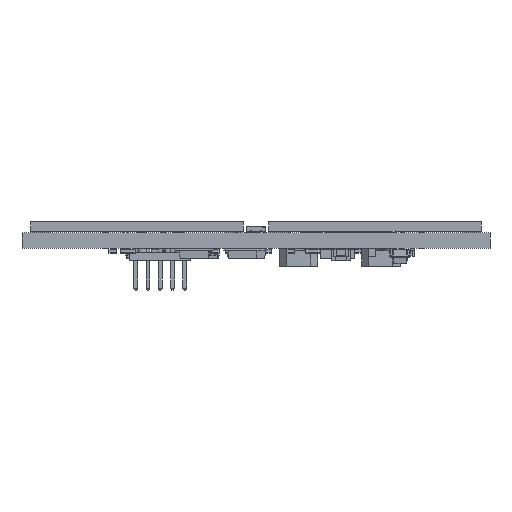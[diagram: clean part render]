
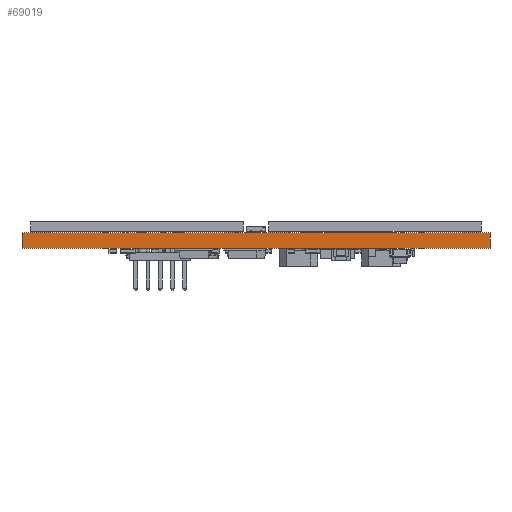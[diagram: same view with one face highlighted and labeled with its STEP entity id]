
A CAD part, front view. The second image highlights one B-rep face of the part: STEP entity #69019.
In plain terms, the highlighted planar face has unit normal (0, -1, 0).
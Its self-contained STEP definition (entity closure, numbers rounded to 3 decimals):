
#69019 = ADVANCED_FACE('',(#69020),#69034,.T.);
#69020 = FACE_BOUND('',#69021,.T.);
#69021 = EDGE_LOOP('',(#69022,#69057,#69085,#69113));
#69022 = ORIENTED_EDGE('',*,*,#69023,.T.);
#69023 = EDGE_CURVE('',#69024,#69026,#69028,.T.);
#69024 = VERTEX_POINT('',#69025);
#69025 = CARTESIAN_POINT('',(130.9,-90.7,0.));
#69026 = VERTEX_POINT('',#69027);
#69027 = CARTESIAN_POINT('',(130.9,-90.7,1.6));
#69028 = SURFACE_CURVE('',#69029,(#69033,#69045),.PCURVE_S1.);
#69029 = LINE('',#69030,#69031);
#69030 = CARTESIAN_POINT('',(130.9,-90.7,0.));
#69031 = VECTOR('',#69032,1.);
#69032 = DIRECTION('',(0.,0.,1.));
#69033 = PCURVE('',#69034,#69039);
#69034 = PLANE('',#69035);
#69035 = AXIS2_PLACEMENT_3D('',#69036,#69037,#69038);
#69036 = CARTESIAN_POINT('',(130.9,-90.7,0.));
#69037 = DIRECTION('',(0.,-1.,0.));
#69038 = DIRECTION('',(-1.,0.,0.));
#69039 = DEFINITIONAL_REPRESENTATION('',(#69040),#69044);
#69040 = LINE('',#69041,#69042);
#69041 = CARTESIAN_POINT('',(0.,-0.));
#69042 = VECTOR('',#69043,1.);
#69043 = DIRECTION('',(0.,-1.));
#69044 = ( GEOMETRIC_REPRESENTATION_CONTEXT(2) 
PARAMETRIC_REPRESENTATION_CONTEXT() REPRESENTATION_CONTEXT('2D SPACE',''
  ) );
#69045 = PCURVE('',#69046,#69051);
#69046 = PLANE('',#69047);
#69047 = AXIS2_PLACEMENT_3D('',#69048,#69049,#69050);
#69048 = CARTESIAN_POINT('',(130.9,-42.3,0.));
#69049 = DIRECTION('',(1.,0.,-0.));
#69050 = DIRECTION('',(0.,-1.,0.));
#69051 = DEFINITIONAL_REPRESENTATION('',(#69052),#69056);
#69052 = LINE('',#69053,#69054);
#69053 = CARTESIAN_POINT('',(48.4,0.));
#69054 = VECTOR('',#69055,1.);
#69055 = DIRECTION('',(0.,-1.));
#69056 = ( GEOMETRIC_REPRESENTATION_CONTEXT(2) 
PARAMETRIC_REPRESENTATION_CONTEXT() REPRESENTATION_CONTEXT('2D SPACE',''
  ) );
#69057 = ORIENTED_EDGE('',*,*,#69058,.T.);
#69058 = EDGE_CURVE('',#69026,#69059,#69061,.T.);
#69059 = VERTEX_POINT('',#69060);
#69060 = CARTESIAN_POINT('',(82.5,-90.7,1.6));
#69061 = SURFACE_CURVE('',#69062,(#69066,#69073),.PCURVE_S1.);
#69062 = LINE('',#69063,#69064);
#69063 = CARTESIAN_POINT('',(130.9,-90.7,1.6));
#69064 = VECTOR('',#69065,1.);
#69065 = DIRECTION('',(-1.,0.,0.));
#69066 = PCURVE('',#69034,#69067);
#69067 = DEFINITIONAL_REPRESENTATION('',(#69068),#69072);
#69068 = LINE('',#69069,#69070);
#69069 = CARTESIAN_POINT('',(0.,-1.6));
#69070 = VECTOR('',#69071,1.);
#69071 = DIRECTION('',(1.,0.));
#69072 = ( GEOMETRIC_REPRESENTATION_CONTEXT(2) 
PARAMETRIC_REPRESENTATION_CONTEXT() REPRESENTATION_CONTEXT('2D SPACE',''
  ) );
#69073 = PCURVE('',#69074,#69079);
#69074 = PLANE('',#69075);
#69075 = AXIS2_PLACEMENT_3D('',#69076,#69077,#69078);
#69076 = CARTESIAN_POINT('',(106.7,-66.5,1.6));
#69077 = DIRECTION('',(-0.,-0.,-1.));
#69078 = DIRECTION('',(-1.,0.,0.));
#69079 = DEFINITIONAL_REPRESENTATION('',(#69080),#69084);
#69080 = LINE('',#69081,#69082);
#69081 = CARTESIAN_POINT('',(-24.2,-24.2));
#69082 = VECTOR('',#69083,1.);
#69083 = DIRECTION('',(1.,0.));
#69084 = ( GEOMETRIC_REPRESENTATION_CONTEXT(2) 
PARAMETRIC_REPRESENTATION_CONTEXT() REPRESENTATION_CONTEXT('2D SPACE',''
  ) );
#69085 = ORIENTED_EDGE('',*,*,#69086,.F.);
#69086 = EDGE_CURVE('',#69087,#69059,#69089,.T.);
#69087 = VERTEX_POINT('',#69088);
#69088 = CARTESIAN_POINT('',(82.5,-90.7,0.));
#69089 = SURFACE_CURVE('',#69090,(#69094,#69101),.PCURVE_S1.);
#69090 = LINE('',#69091,#69092);
#69091 = CARTESIAN_POINT('',(82.5,-90.7,0.));
#69092 = VECTOR('',#69093,1.);
#69093 = DIRECTION('',(0.,0.,1.));
#69094 = PCURVE('',#69034,#69095);
#69095 = DEFINITIONAL_REPRESENTATION('',(#69096),#69100);
#69096 = LINE('',#69097,#69098);
#69097 = CARTESIAN_POINT('',(48.4,0.));
#69098 = VECTOR('',#69099,1.);
#69099 = DIRECTION('',(0.,-1.));
#69100 = ( GEOMETRIC_REPRESENTATION_CONTEXT(2) 
PARAMETRIC_REPRESENTATION_CONTEXT() REPRESENTATION_CONTEXT('2D SPACE',''
  ) );
#69101 = PCURVE('',#69102,#69107);
#69102 = PLANE('',#69103);
#69103 = AXIS2_PLACEMENT_3D('',#69104,#69105,#69106);
#69104 = CARTESIAN_POINT('',(82.5,-90.7,0.));
#69105 = DIRECTION('',(-1.,0.,0.));
#69106 = DIRECTION('',(0.,1.,0.));
#69107 = DEFINITIONAL_REPRESENTATION('',(#69108),#69112);
#69108 = LINE('',#69109,#69110);
#69109 = CARTESIAN_POINT('',(0.,0.));
#69110 = VECTOR('',#69111,1.);
#69111 = DIRECTION('',(0.,-1.));
#69112 = ( GEOMETRIC_REPRESENTATION_CONTEXT(2) 
PARAMETRIC_REPRESENTATION_CONTEXT() REPRESENTATION_CONTEXT('2D SPACE',''
  ) );
#69113 = ORIENTED_EDGE('',*,*,#69114,.F.);
#69114 = EDGE_CURVE('',#69024,#69087,#69115,.T.);
#69115 = SURFACE_CURVE('',#69116,(#69120,#69127),.PCURVE_S1.);
#69116 = LINE('',#69117,#69118);
#69117 = CARTESIAN_POINT('',(130.9,-90.7,0.));
#69118 = VECTOR('',#69119,1.);
#69119 = DIRECTION('',(-1.,0.,0.));
#69120 = PCURVE('',#69034,#69121);
#69121 = DEFINITIONAL_REPRESENTATION('',(#69122),#69126);
#69122 = LINE('',#69123,#69124);
#69123 = CARTESIAN_POINT('',(0.,-0.));
#69124 = VECTOR('',#69125,1.);
#69125 = DIRECTION('',(1.,0.));
#69126 = ( GEOMETRIC_REPRESENTATION_CONTEXT(2) 
PARAMETRIC_REPRESENTATION_CONTEXT() REPRESENTATION_CONTEXT('2D SPACE',''
  ) );
#69127 = PCURVE('',#69128,#69133);
#69128 = PLANE('',#69129);
#69129 = AXIS2_PLACEMENT_3D('',#69130,#69131,#69132);
#69130 = CARTESIAN_POINT('',(106.7,-66.5,0.));
#69131 = DIRECTION('',(-0.,-0.,-1.));
#69132 = DIRECTION('',(-1.,0.,0.));
#69133 = DEFINITIONAL_REPRESENTATION('',(#69134),#69138);
#69134 = LINE('',#69135,#69136);
#69135 = CARTESIAN_POINT('',(-24.2,-24.2));
#69136 = VECTOR('',#69137,1.);
#69137 = DIRECTION('',(1.,0.));
#69138 = ( GEOMETRIC_REPRESENTATION_CONTEXT(2) 
PARAMETRIC_REPRESENTATION_CONTEXT() REPRESENTATION_CONTEXT('2D SPACE',''
  ) );
